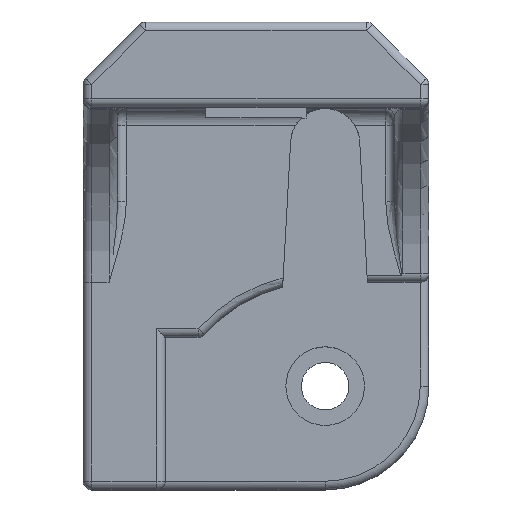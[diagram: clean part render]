
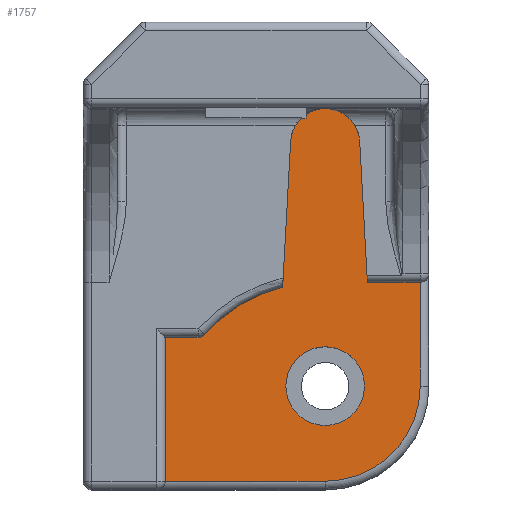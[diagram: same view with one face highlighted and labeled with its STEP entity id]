
A CAD part, top view. The second image highlights one B-rep face of the part: STEP entity #1757.
In plain terms, the highlighted planar face has unit normal (0, 0, 1).
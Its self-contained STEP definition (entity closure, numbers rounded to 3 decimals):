
#22=FACE_BOUND('',#310,.T.);
#83=PLANE('',#1963);
#194=FACE_OUTER_BOUND('',#309,.T.);
#309=EDGE_LOOP('',(#1495,#1496,#1497,#1498,#1499,#1500,#1501,#1502,#1503,
#1504,#1505,#1506,#1507,#1508));
#310=EDGE_LOOP('',(#1509));
#347=CIRCLE('',#1808,0.5);
#352=CIRCLE('',#1817,9.);
#406=CIRCLE('',#1914,2.);
#418=CIRCLE('',#1945,2.);
#422=CIRCLE('',#1953,2.275);
#425=CIRCLE('',#1962,5.5);
#460=LINE('',#2647,#592);
#522=LINE('',#3251,#654);
#523=LINE('',#3263,#655);
#524=LINE('',#3265,#656);
#529=LINE('',#3279,#661);
#538=LINE('',#3307,#670);
#548=LINE('',#3325,#680);
#551=LINE('',#3333,#683);
#552=LINE('',#3338,#684);
#592=VECTOR('',#2078,10.);
#654=VECTOR('',#2348,10.);
#655=VECTOR('',#2371,10.);
#656=VECTOR('',#2374,10.);
#661=VECTOR('',#2389,10.);
#670=VECTOR('',#2420,10.);
#680=VECTOR('',#2434,10.);
#683=VECTOR('',#2443,10.);
#684=VECTOR('',#2452,10.);
#715=VERTEX_POINT('',#2585);
#716=VERTEX_POINT('',#2587);
#726=VERTEX_POINT('',#2631);
#729=VERTEX_POINT('',#2641);
#730=VERTEX_POINT('',#2645);
#811=VERTEX_POINT('',#3187);
#812=VERTEX_POINT('',#3189);
#815=VERTEX_POINT('',#3245);
#816=VERTEX_POINT('',#3249);
#820=VERTEX_POINT('',#3277);
#821=VERTEX_POINT('',#3281);
#822=VERTEX_POINT('',#3283);
#827=VERTEX_POINT('',#3302);
#828=VERTEX_POINT('',#3306);
#836=VERTEX_POINT('',#3331);
#866=EDGE_CURVE('',#715,#716,#347,.F.);
#880=EDGE_CURVE('',#726,#716,#352,.T.);
#888=EDGE_CURVE('',#730,#715,#460,.T.);
#1014=EDGE_CURVE('',#812,#811,#406,.T.);
#1026=EDGE_CURVE('',#816,#815,#522,.T.);
#1032=EDGE_CURVE('',#729,#730,#523,.T.);
#1033=EDGE_CURVE('',#816,#812,#524,.T.);
#1040=EDGE_CURVE('',#820,#729,#529,.T.);
#1043=EDGE_CURVE('',#821,#822,#418,.T.);
#1052=EDGE_CURVE('',#827,#827,#422,.T.);
#1054=EDGE_CURVE('',#828,#821,#538,.T.);
#1064=EDGE_CURVE('',#811,#828,#548,.T.);
#1068=EDGE_CURVE('',#815,#836,#551,.T.);
#1070=EDGE_CURVE('',#836,#820,#425,.T.);
#1071=EDGE_CURVE('',#726,#822,#552,.T.);
#1495=ORIENTED_EDGE('',*,*,#880,.T.);
#1496=ORIENTED_EDGE('',*,*,#866,.F.);
#1497=ORIENTED_EDGE('',*,*,#888,.F.);
#1498=ORIENTED_EDGE('',*,*,#1032,.F.);
#1499=ORIENTED_EDGE('',*,*,#1040,.F.);
#1500=ORIENTED_EDGE('',*,*,#1070,.F.);
#1501=ORIENTED_EDGE('',*,*,#1068,.F.);
#1502=ORIENTED_EDGE('',*,*,#1026,.F.);
#1503=ORIENTED_EDGE('',*,*,#1033,.T.);
#1504=ORIENTED_EDGE('',*,*,#1014,.T.);
#1505=ORIENTED_EDGE('',*,*,#1064,.T.);
#1506=ORIENTED_EDGE('',*,*,#1054,.T.);
#1507=ORIENTED_EDGE('',*,*,#1043,.T.);
#1508=ORIENTED_EDGE('',*,*,#1071,.F.);
#1509=ORIENTED_EDGE('',*,*,#1052,.T.);
#1757=ADVANCED_FACE('',(#194,#22),#83,.F.);
#1808=AXIS2_PLACEMENT_3D('',#2588,#2036,#2037);
#1817=AXIS2_PLACEMENT_3D('',#2632,#2061,#2062);
#1914=AXIS2_PLACEMENT_3D('',#3190,#2318,#2319);
#1945=AXIS2_PLACEMENT_3D('',#3285,#2394,#2395);
#1953=AXIS2_PLACEMENT_3D('',#3303,#2415,#2416);
#1962=AXIS2_PLACEMENT_3D('',#3336,#2448,#2449);
#1963=AXIS2_PLACEMENT_3D('',#3337,#2450,#2451);
#2036=DIRECTION('center_axis',(0.,0.,
-1.));
#2037=DIRECTION('ref_axis',(0.41,-0.912,0.));
#2061=DIRECTION('center_axis',(0.,0.,
1.));
#2062=DIRECTION('ref_axis',(-0.707,0.707,0.));
#2078=DIRECTION('',(1.,0.,0.));
#2318=DIRECTION('center_axis',(0.,0.,
1.));
#2319=DIRECTION('ref_axis',(-0.999,0.055,0.));
#2348=DIRECTION('',(1.,0.,0.));
#2371=DIRECTION('',(0.,1.,0.));
#2374=DIRECTION('',(-0.055,0.999,0.));
#2389=DIRECTION('',(-1.,0.,0.));
#2394=DIRECTION('center_axis',(0.,0.,
1.));
#2395=DIRECTION('ref_axis',(-0.999,0.055,0.));
#2415=DIRECTION('center_axis',(0.,0.,
-1.));
#2416=DIRECTION('ref_axis',(1.,0.,0.));
#2420=DIRECTION('',(-1.,0.,0.));
#2434=DIRECTION('',(0.,-1.,0.));
#2443=DIRECTION('',(0.,-1.,0.));
#2448=DIRECTION('center_axis',(0.,0.,
-1.));
#2449=DIRECTION('ref_axis',(0.707,-0.707,0.));
#2450=DIRECTION('center_axis',(0.,0.,
-1.));
#2451=DIRECTION('ref_axis',(1.,0.,0.));
#2452=DIRECTION('',(0.055,0.999,0.));
#2585=CARTESIAN_POINT('',(6.64,21.808,5.));
#2587=CARTESIAN_POINT('',(7.014,21.976,5.));
#2588=CARTESIAN_POINT('Origin',(6.64,22.308,5.));
#2631=CARTESIAN_POINT('',(11.535,24.725,5.));
#2632=CARTESIAN_POINT('Origin',(13.743,16.,5.));
#2641=CARTESIAN_POINT('',(4.743,13.5,5.));
#2645=CARTESIAN_POINT('',(4.743,21.808,5.));
#2647=CARTESIAN_POINT('',(6.225,21.808,5.));
#3187=CARTESIAN_POINT('',(12.89,34.718,5.));
#3189=CARTESIAN_POINT('',(15.99,33.159,5.));
#3190=CARTESIAN_POINT('Origin',(13.993,33.05,5.));
#3245=CARTESIAN_POINT('',(19.493,25.,5.));
#3249=CARTESIAN_POINT('',(16.436,25.,5.));
#3251=CARTESIAN_POINT('',(4.743,25.,5.));
#3263=CARTESIAN_POINT('',(4.743,21.808,5.));
#3265=CARTESIAN_POINT('',(16.596,22.075,5.));
#3277=CARTESIAN_POINT('',(13.993,13.5,5.));
#3279=CARTESIAN_POINT('',(8.993,13.5,5.));
#3281=CARTESIAN_POINT('',(12.616,34.5,5.));
#3283=CARTESIAN_POINT('',(11.996,33.159,5.));
#3285=CARTESIAN_POINT('Origin',(13.993,33.05,5.));
#3302=CARTESIAN_POINT('',(11.718,19.,5.));
#3303=CARTESIAN_POINT('Origin',(13.993,19.,5.));
#3306=CARTESIAN_POINT('',(12.89,34.5,5.));
#3307=CARTESIAN_POINT('',(16.993,34.5,5.));
#3325=CARTESIAN_POINT('',(12.89,27.5,5.));
#3331=CARTESIAN_POINT('',(19.493,19.,5.));
#3333=CARTESIAN_POINT('',(19.493,27.69,5.));
#3336=CARTESIAN_POINT('Origin',(13.993,19.,5.));
#3337=CARTESIAN_POINT('Origin',(13.993,19.,5.));
#3338=CARTESIAN_POINT('',(11.614,26.155,5.));
